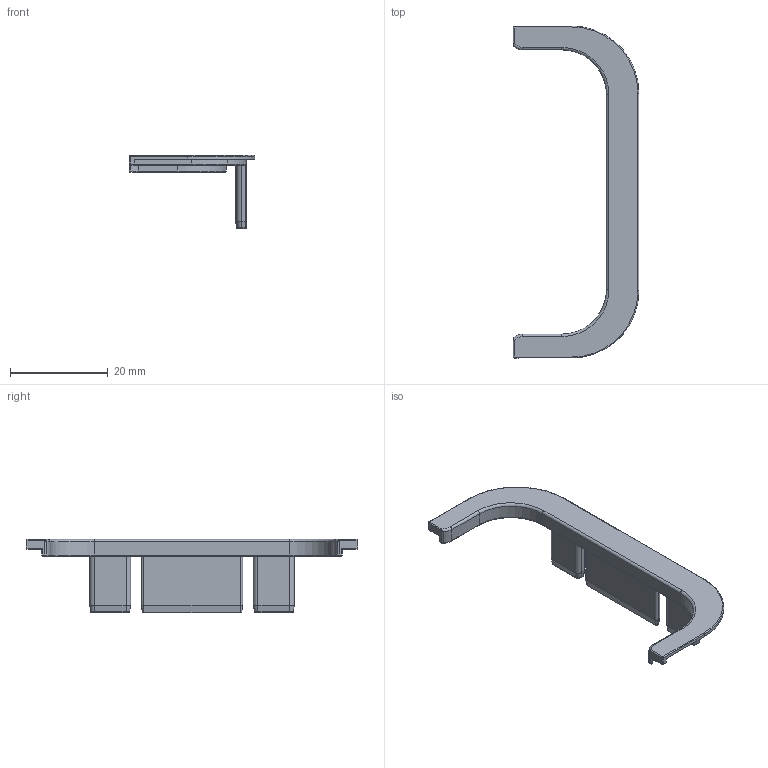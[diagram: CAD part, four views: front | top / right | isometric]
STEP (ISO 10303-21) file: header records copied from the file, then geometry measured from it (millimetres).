
FILE_DESCRIPTION(/* description */ ('Endkappe C-Form'),/* implementation_level */ '2;1');
FILE_NAME(/* name */ '100003251.stp',/* time_stamp */ '2024-01-18T08:34:24+01:00',/* author */ ('selema'),/* organization */ (''),/* preprocessor_version */ 'ST-DEVELOPER v20',/* originating_system */ 'Autodesk Inventor 2024',/* authorisation */ '');
FILE_SCHEMA (('AUTOMOTIVE_DESIGN { 1 0 10303 214 3 1 1 }'));
Length unit declared in the file: millimetre
Products named in the file (1): MP006006
Bounding box: 25.75 x 68 x 15 mm (x, y, z)
Volume: 1988.2 mm3; surface area: 2878.7 mm2
Topology: 1 solids, 1 shells, 177 faces, 432 edges, 246 vertices
Faces by surface type: cylinder 73, plane 53, torus 22, cone 12, sphere 9, bspline 8
Entity records: 5320 total; most frequent: CARTESIAN_POINT 1153, DIRECTION 920, ORIENTED_EDGE 834, EDGE_CURVE 417, AXIS2_PLACEMENT_3D 350, VERTEX_POINT 242, LINE 220, VECTOR 220
